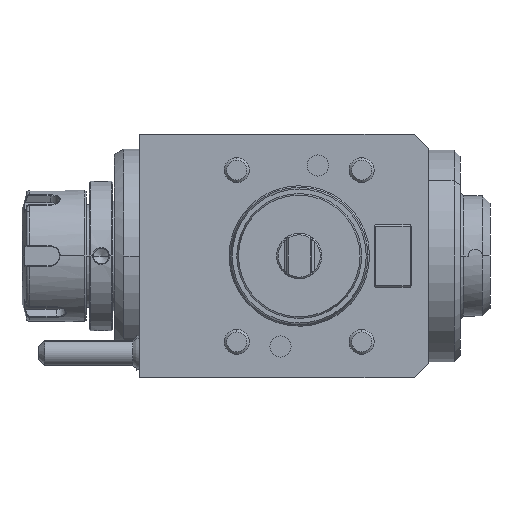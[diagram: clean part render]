
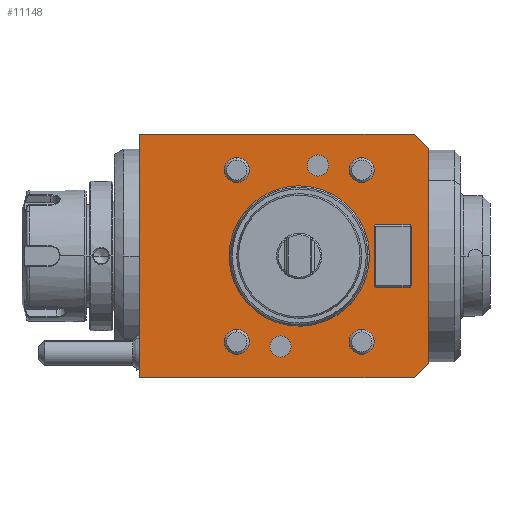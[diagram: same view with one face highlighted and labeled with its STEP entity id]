
A CAD part, front view. The second image highlights one B-rep face of the part: STEP entity #11148.
In plain terms, the highlighted planar face has unit normal (0, -1, 0).
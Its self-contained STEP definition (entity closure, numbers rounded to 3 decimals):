
#3001=DIRECTION('',(-1.,0.,0.));
#3002=VECTOR('',#3001,88.);
#3003=CARTESIAN_POINT('',(88.,0.,39.));
#3004=LINE('',#3003,#3002);
#3005=DIRECTION('',(-0.707,0.,0.707));
#3006=VECTOR('',#3005,6.364);
#3007=CARTESIAN_POINT('',(92.5,0.,34.5));
#3008=LINE('',#3007,#3006);
#3009=DIRECTION('',(0.,0.,1.));
#3010=VECTOR('',#3009,69.);
#3011=CARTESIAN_POINT('',(92.5,0.,-34.5));
#3012=LINE('',#3011,#3010);
#3013=DIRECTION('',(0.707,0.,0.707));
#3014=VECTOR('',#3013,6.364);
#3015=CARTESIAN_POINT('',(88.,0.,-39.));
#3016=LINE('',#3015,#3014);
#3017=DIRECTION('',(1.,0.,0.));
#3018=VECTOR('',#3017,88.);
#3019=CARTESIAN_POINT('',(0.,0.,-39.));
#3020=LINE('',#3019,#3018);
#3021=DIRECTION('',(0.,0.,-1.));
#3022=VECTOR('',#3021,78.);
#3023=CARTESIAN_POINT('',(0.,0.,39.));
#3024=LINE('',#3023,#3022);
#3025=CARTESIAN_POINT('',(57.2,0.,29.));
#3026=DIRECTION('',(0.,-1.,0.));
#3027=DIRECTION('',(-1.,0.,0.));
#3028=AXIS2_PLACEMENT_3D('',#3025,#3026,#3027);
#3030=CARTESIAN_POINT('',(57.2,0.,29.));
#3031=DIRECTION('',(0.,-1.,0.));
#3032=DIRECTION('',(1.,0.,0.));
#3033=AXIS2_PLACEMENT_3D('',#3030,#3031,#3032);
#3035=CARTESIAN_POINT('',(45.2,0.,-29.));
#3036=DIRECTION('',(0.,1.,0.));
#3037=DIRECTION('',(1.,0.,0.));
#3038=AXIS2_PLACEMENT_3D('',#3035,#3036,#3037);
#3040=CARTESIAN_POINT('',(45.2,0.,-29.));
#3041=DIRECTION('',(0.,1.,0.));
#3042=DIRECTION('',(-1.,0.,0.));
#3043=AXIS2_PLACEMENT_3D('',#3040,#3041,#3042);
#4154=CARTESIAN_POINT('',(71.2,0.,-27.5));
#4155=DIRECTION('',(0.,1.,0.));
#4156=DIRECTION('',(0.,0.,-1.));
#4157=AXIS2_PLACEMENT_3D('',#4154,#4155,#4156);
#4159=CARTESIAN_POINT('',(71.2,0.,-27.5));
#4160=DIRECTION('',(0.,1.,0.));
#4161=DIRECTION('',(0.,0.,1.));
#4162=AXIS2_PLACEMENT_3D('',#4159,#4160,#4161);
#4200=CARTESIAN_POINT('',(71.2,0.,27.5));
#4201=DIRECTION('',(0.,1.,0.));
#4202=DIRECTION('',(0.,0.,-1.));
#4203=AXIS2_PLACEMENT_3D('',#4200,#4201,#4202);
#4205=CARTESIAN_POINT('',(71.2,0.,27.5));
#4206=DIRECTION('',(0.,1.,0.));
#4207=DIRECTION('',(0.,0.,1.));
#4208=AXIS2_PLACEMENT_3D('',#4205,#4206,#4207);
#4246=CARTESIAN_POINT('',(31.2,0.,-27.5));
#4247=DIRECTION('',(0.,1.,0.));
#4248=DIRECTION('',(0.,0.,-1.));
#4249=AXIS2_PLACEMENT_3D('',#4246,#4247,#4248);
#4251=CARTESIAN_POINT('',(31.2,0.,-27.5));
#4252=DIRECTION('',(0.,1.,0.));
#4253=DIRECTION('',(0.,0.,1.));
#4254=AXIS2_PLACEMENT_3D('',#4251,#4252,#4253);
#4292=CARTESIAN_POINT('',(31.2,0.,27.5));
#4293=DIRECTION('',(0.,1.,0.));
#4294=DIRECTION('',(0.,0.,-1.));
#4295=AXIS2_PLACEMENT_3D('',#4292,#4293,#4294);
#4297=CARTESIAN_POINT('',(31.2,0.,27.5));
#4298=DIRECTION('',(0.,1.,0.));
#4299=DIRECTION('',(0.,0.,1.));
#4300=AXIS2_PLACEMENT_3D('',#4297,#4298,#4299);
#4338=DIRECTION('',(1.,0.,0.));
#4339=VECTOR('',#4338,11.);
#4340=CARTESIAN_POINT('',(75.7,0.,10.));
#4341=LINE('',#4340,#4339);
#4354=DIRECTION('',(0.707,0.,-0.707));
#4355=VECTOR('',#4354,0.707);
#4356=CARTESIAN_POINT('',(86.7,0.,10.));
#4357=LINE('',#4356,#4355);
#4362=DIRECTION('',(0.,0.,-1.));
#4363=VECTOR('',#4362,19.);
#4364=CARTESIAN_POINT('',(87.2,0.,9.5));
#4365=LINE('',#4364,#4363);
#4378=DIRECTION('',(0.707,0.,0.707));
#4379=VECTOR('',#4378,0.707);
#4380=CARTESIAN_POINT('',(86.7,0.,-10.));
#4381=LINE('',#4380,#4379);
#4386=DIRECTION('',(1.,0.,0.));
#4387=VECTOR('',#4386,11.);
#4388=CARTESIAN_POINT('',(75.7,0.,-10.));
#4389=LINE('',#4388,#4387);
#4402=DIRECTION('',(-0.707,0.,0.707));
#4403=VECTOR('',#4402,0.707);
#4404=CARTESIAN_POINT('',(75.7,0.,-10.));
#4405=LINE('',#4404,#4403);
#4410=DIRECTION('',(0.,0.,-1.));
#4411=VECTOR('',#4410,19.);
#4412=CARTESIAN_POINT('',(75.2,0.,9.5));
#4413=LINE('',#4412,#4411);
#4426=DIRECTION('',(-0.707,0.,-0.707));
#4427=VECTOR('',#4426,0.707);
#4428=CARTESIAN_POINT('',(75.7,0.,10.));
#4429=LINE('',#4428,#4427);
#4482=CARTESIAN_POINT('',(51.2,0.,0.));
#4483=DIRECTION('',(0.,-1.,0.));
#4484=DIRECTION('',(0.,0.,-1.));
#4485=AXIS2_PLACEMENT_3D('',#4482,#4483,#4484);
#4487=CARTESIAN_POINT('',(51.2,0.,0.));
#4488=DIRECTION('',(0.,-1.,0.));
#4489=DIRECTION('',(0.,0.,1.));
#4490=AXIS2_PLACEMENT_3D('',#4487,#4488,#4489);
#7921=CARTESIAN_POINT('',(88.,0.,39.));
#7922=CARTESIAN_POINT('',(0.,0.,39.));
#7923=VERTEX_POINT('',#7921);
#7924=VERTEX_POINT('',#7922);
#7925=CARTESIAN_POINT('',(0.,0.,-39.));
#7926=VERTEX_POINT('',#7925);
#7927=CARTESIAN_POINT('',(88.,0.,-39.));
#7928=VERTEX_POINT('',#7927);
#7929=CARTESIAN_POINT('',(92.5,0.,-34.5));
#7930=VERTEX_POINT('',#7929);
#7931=CARTESIAN_POINT('',(92.5,0.,34.5));
#7932=VERTEX_POINT('',#7931);
#7933=CARTESIAN_POINT('',(48.6,0.,-29.));
#7934=CARTESIAN_POINT('',(41.8,0.,-29.));
#7935=VERTEX_POINT('',#7933);
#7936=VERTEX_POINT('',#7934);
#7945=CARTESIAN_POINT('',(53.8,0.,29.));
#7946=CARTESIAN_POINT('',(60.6,0.,29.));
#7947=VERTEX_POINT('',#7945);
#7948=VERTEX_POINT('',#7946);
#7983=CARTESIAN_POINT('',(51.2,0.,-22.));
#7984=CARTESIAN_POINT('',(51.2,0.,22.));
#7985=VERTEX_POINT('',#7983);
#7986=VERTEX_POINT('',#7984);
#8006=CARTESIAN_POINT('',(75.7,0.,10.));
#8007=CARTESIAN_POINT('',(86.7,0.,10.));
#8008=VERTEX_POINT('',#8006);
#8009=VERTEX_POINT('',#8007);
#8010=CARTESIAN_POINT('',(75.7,0.,-10.));
#8011=CARTESIAN_POINT('',(86.7,0.,-10.));
#8012=VERTEX_POINT('',#8010);
#8013=VERTEX_POINT('',#8011);
#8014=CARTESIAN_POINT('',(87.2,0.,9.5));
#8015=CARTESIAN_POINT('',(87.2,0.,-9.5));
#8016=VERTEX_POINT('',#8014);
#8017=VERTEX_POINT('',#8015);
#8018=CARTESIAN_POINT('',(75.2,0.,9.5));
#8019=CARTESIAN_POINT('',(75.2,0.,-9.5));
#8020=VERTEX_POINT('',#8018);
#8021=VERTEX_POINT('',#8019);
#8062=CARTESIAN_POINT('',(31.2,0.,23.5));
#8063=CARTESIAN_POINT('',(31.2,0.,31.5));
#8064=VERTEX_POINT('',#8062);
#8065=VERTEX_POINT('',#8063);
#8078=CARTESIAN_POINT('',(31.2,0.,-31.5));
#8079=CARTESIAN_POINT('',(31.2,0.,-23.5));
#8080=VERTEX_POINT('',#8078);
#8081=VERTEX_POINT('',#8079);
#8094=CARTESIAN_POINT('',(71.2,0.,23.5));
#8095=CARTESIAN_POINT('',(71.2,0.,31.5));
#8096=VERTEX_POINT('',#8094);
#8097=VERTEX_POINT('',#8095);
#8110=CARTESIAN_POINT('',(71.2,0.,-31.5));
#8111=CARTESIAN_POINT('',(71.2,0.,-23.5));
#8112=VERTEX_POINT('',#8110);
#8113=VERTEX_POINT('',#8111);
#11072=CARTESIAN_POINT('',(0.,0.,39.));
#11073=DIRECTION('',(0.,-1.,0.));
#11074=DIRECTION('',(0.,0.,-1.));
#11075=AXIS2_PLACEMENT_3D('',#11072,#11073,#11074);
#11076=PLANE('',#11075);
#11078=ORIENTED_EDGE('',*,*,#11077,.F.);
#11080=ORIENTED_EDGE('',*,*,#11079,.F.);
#11082=ORIENTED_EDGE('',*,*,#11081,.F.);
#11083=ORIENTED_EDGE('',*,*,#11062,.F.);
#11084=ORIENTED_EDGE('',*,*,#10803,.F.);
#11085=ORIENTED_EDGE('',*,*,#10558,.F.);
#11086=EDGE_LOOP('',(#11078,#11080,#11082,#11083,#11084,#11085));
#11087=FACE_OUTER_BOUND('',#11086,.F.);
#11089=ORIENTED_EDGE('',*,*,#11088,.F.);
#11091=ORIENTED_EDGE('',*,*,#11090,.F.);
#11092=EDGE_LOOP('',(#11089,#11091));
#11093=FACE_BOUND('',#11092,.F.);
#11095=ORIENTED_EDGE('',*,*,#11094,.F.);
#11097=ORIENTED_EDGE('',*,*,#11096,.F.);
#11098=EDGE_LOOP('',(#11095,#11097));
#11099=FACE_BOUND('',#11098,.F.);
#11101=ORIENTED_EDGE('',*,*,#11100,.F.);
#11103=ORIENTED_EDGE('',*,*,#11102,.F.);
#11104=EDGE_LOOP('',(#11101,#11103));
#11105=FACE_BOUND('',#11104,.F.);
#11107=ORIENTED_EDGE('',*,*,#11106,.F.);
#11109=ORIENTED_EDGE('',*,*,#11108,.F.);
#11110=EDGE_LOOP('',(#11107,#11109));
#11111=FACE_BOUND('',#11110,.F.);
#11113=ORIENTED_EDGE('',*,*,#11112,.F.);
#11115=ORIENTED_EDGE('',*,*,#11114,.T.);
#11117=ORIENTED_EDGE('',*,*,#11116,.T.);
#11119=ORIENTED_EDGE('',*,*,#11118,.F.);
#11121=ORIENTED_EDGE('',*,*,#11120,.T.);
#11123=ORIENTED_EDGE('',*,*,#11122,.T.);
#11125=ORIENTED_EDGE('',*,*,#11124,.F.);
#11127=ORIENTED_EDGE('',*,*,#11126,.F.);
#11128=EDGE_LOOP('',(#11113,#11115,#11117,#11119,#11121,#11123,#11125,#11127));
#11129=FACE_BOUND('',#11128,.F.);
#11131=ORIENTED_EDGE('',*,*,#11130,.T.);
#11133=ORIENTED_EDGE('',*,*,#11132,.T.);
#11134=EDGE_LOOP('',(#11131,#11133));
#11135=FACE_BOUND('',#11134,.F.);
#11137=ORIENTED_EDGE('',*,*,#11136,.T.);
#11139=ORIENTED_EDGE('',*,*,#11138,.T.);
#11140=EDGE_LOOP('',(#11137,#11139));
#11141=FACE_BOUND('',#11140,.F.);
#11143=ORIENTED_EDGE('',*,*,#11142,.F.);
#11145=ORIENTED_EDGE('',*,*,#11144,.F.);
#11146=EDGE_LOOP('',(#11143,#11145));
#11147=FACE_BOUND('',#11146,.F.);
#3029=CIRCLE('',#3028,3.4);
#3034=CIRCLE('',#3033,3.4);
#3039=CIRCLE('',#3038,3.4);
#3044=CIRCLE('',#3043,3.4);
#4158=CIRCLE('',#4157,4.);
#4163=CIRCLE('',#4162,4.);
#4204=CIRCLE('',#4203,4.);
#4209=CIRCLE('',#4208,4.);
#4250=CIRCLE('',#4249,4.);
#4255=CIRCLE('',#4254,4.);
#4296=CIRCLE('',#4295,4.);
#4301=CIRCLE('',#4300,4.);
#4486=CIRCLE('',#4485,22.);
#4491=CIRCLE('',#4490,22.);
#10558=EDGE_CURVE('',#7924,#7926,#3024,.T.);
#10803=EDGE_CURVE('',#7926,#7928,#3020,.T.);
#11062=EDGE_CURVE('',#7928,#7930,#3016,.T.);
#11077=EDGE_CURVE('',#7923,#7924,#3004,.T.);
#11079=EDGE_CURVE('',#7932,#7923,#3008,.T.);
#11081=EDGE_CURVE('',#7930,#7932,#3012,.T.);
#11088=EDGE_CURVE('',#8112,#8113,#4158,.T.);
#11090=EDGE_CURVE('',#8113,#8112,#4163,.T.);
#11094=EDGE_CURVE('',#8096,#8097,#4204,.T.);
#11096=EDGE_CURVE('',#8097,#8096,#4209,.T.);
#11100=EDGE_CURVE('',#8080,#8081,#4250,.T.);
#11102=EDGE_CURVE('',#8081,#8080,#4255,.T.);
#11106=EDGE_CURVE('',#8064,#8065,#4296,.T.);
#11108=EDGE_CURVE('',#8065,#8064,#4301,.T.);
#11112=EDGE_CURVE('',#8008,#8009,#4341,.T.);
#11114=EDGE_CURVE('',#8008,#8020,#4429,.T.);
#11116=EDGE_CURVE('',#8020,#8021,#4413,.T.);
#11118=EDGE_CURVE('',#8012,#8021,#4405,.T.);
#11120=EDGE_CURVE('',#8012,#8013,#4389,.T.);
#11122=EDGE_CURVE('',#8013,#8017,#4381,.T.);
#11124=EDGE_CURVE('',#8016,#8017,#4365,.T.);
#11126=EDGE_CURVE('',#8009,#8016,#4357,.T.);
#11130=EDGE_CURVE('',#7985,#7986,#4486,.T.);
#11132=EDGE_CURVE('',#7986,#7985,#4491,.T.);
#11136=EDGE_CURVE('',#7947,#7948,#3029,.T.);
#11138=EDGE_CURVE('',#7948,#7947,#3034,.T.);
#11142=EDGE_CURVE('',#7935,#7936,#3039,.T.);
#11144=EDGE_CURVE('',#7936,#7935,#3044,.T.);
#11148=ADVANCED_FACE('',(#11087,#11093,#11099,#11105,#11111,#11129,#11135,
#11141,#11147),#11076,.T.);
